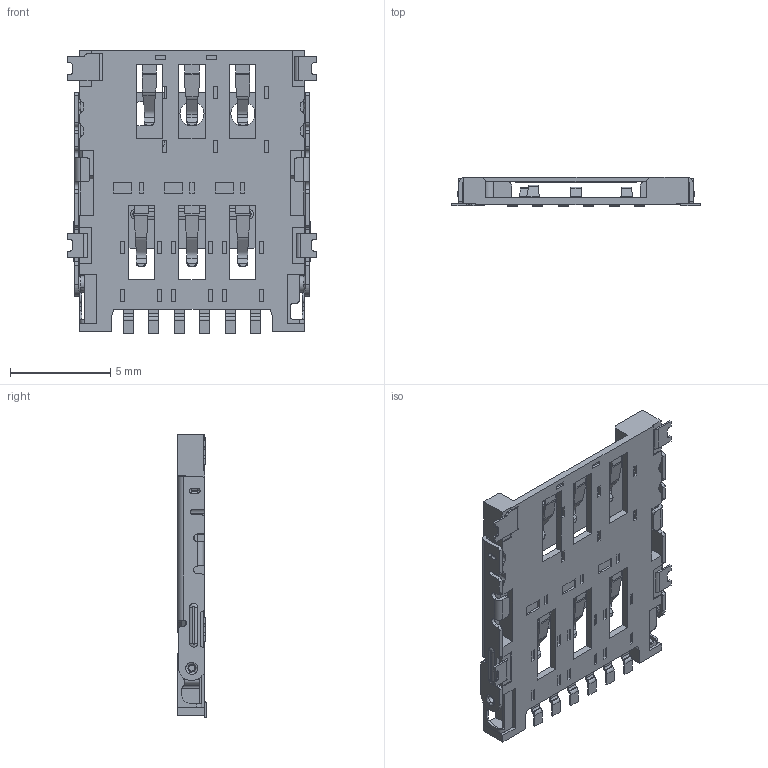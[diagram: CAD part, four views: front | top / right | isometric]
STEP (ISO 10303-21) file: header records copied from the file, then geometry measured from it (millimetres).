
FILE_DESCRIPTION (( 'STEP AP214' ), '1' );
FILE_NAME ('SIM8060-6-0-14-00-A_revA.STEP', '2018-10-04T07:07:38', ( '' ), ( '' ), 'SwSTEP 2.0', 'SolidWorks 2016', '' );
FILE_SCHEMA (( 'AUTOMOTIVE_DESIGN' ));
Length unit declared in the file: millimetre
Products named in the file (3): Housing1_without switch; SIM8060-6-0-14-00-A_revA; Shell1
Assembly tree (2 placements, depth 2):
  SIM8060-6-0-14-00-A_revA
    Housing1_without switch
    Shell1
Bounding box: 12.4 x 1.43 x 14.1 mm (x, y, z)
Volume: 79.1 mm3; surface area: 623.5 mm2
Topology: 2 solids, 2 shells, 1124 faces, 3015 edges, 1958 vertices
Faces by surface type: plane 798, cylinder 223, bspline 85, cone 18
Entity records: 42775 total; most frequent: CARTESIAN_POINT 10506, ORIENTED_EDGE 5990, DIRECTION 5361, EDGE_CURVE 2995, VECTOR 2325, LINE 2325, VERTEX_POINT 1958, AXIS2_PLACEMENT_3D 1518
